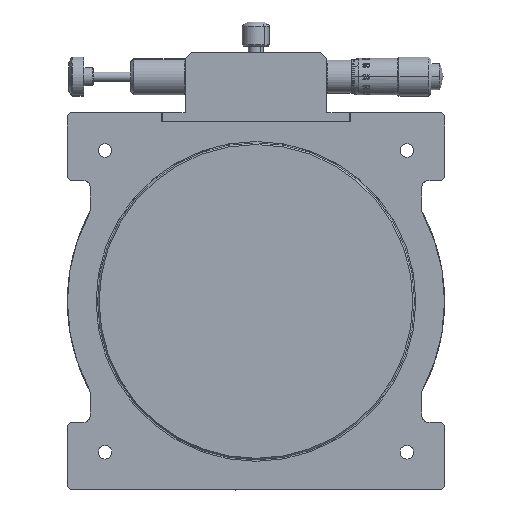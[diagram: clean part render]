
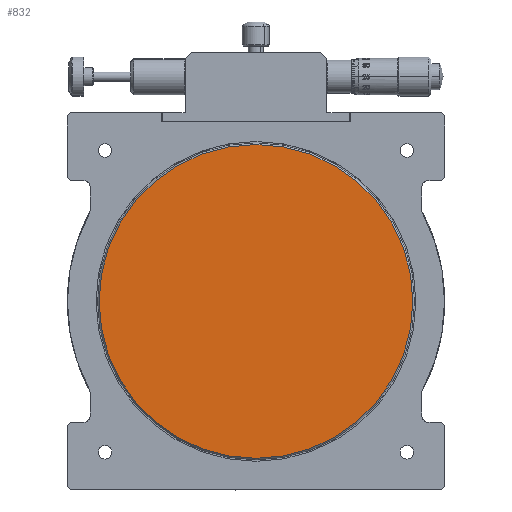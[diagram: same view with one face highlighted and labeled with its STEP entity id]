
A CAD part, front view. The second image highlights one B-rep face of the part: STEP entity #832.
In plain terms, the highlighted planar face has unit normal (0, -1, 0).
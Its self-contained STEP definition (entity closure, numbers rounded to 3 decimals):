
#832 = ADVANCED_FACE ( 'NONE', ( #120180 ), #91015, .T. ) ;
#15626 = CARTESIAN_POINT ( 'NONE',  ( -52., 0.3, 0. ) ) ;
#19554 = EDGE_CURVE ( 'NONE', #23168, #102266, #78081, .T. ) ;
#23168 = VERTEX_POINT ( 'NONE', #142575 ) ;
#31845 = DIRECTION ( 'NONE',  ( 0., -1., 0. ) ) ;
#45174 = AXIS2_PLACEMENT_3D ( 'NONE', #104815, #104684, #104556 ) ;
#45729 = ORIENTED_EDGE ( 'NONE', *, *, #111781, .T. ) ;
#50744 = ORIENTED_EDGE ( 'NONE', *, *, #19554, .T. ) ;
#78081 = CIRCLE ( 'NONE', #45174, 52. ) ;
#87032 = AXIS2_PLACEMENT_3D ( 'NONE', #101817, #31845, #113540 ) ;
#90493 = DIRECTION ( 'NONE',  ( -1., 0., 0. ) ) ;
#90658 = DIRECTION ( 'NONE',  ( 0., -1., 0. ) ) ;
#91015 = PLANE ( 'NONE',  #141149 ) ;
#91712 = CARTESIAN_POINT ( 'NONE',  ( -52.5, 0.3, 0. ) ) ;
#101817 = CARTESIAN_POINT ( 'NONE',  ( 0., 0.3, 0. ) ) ;
#102266 = VERTEX_POINT ( 'NONE', #15626 ) ;
#104556 = DIRECTION ( 'NONE',  ( -1., 0., 0. ) ) ;
#104684 = DIRECTION ( 'NONE',  ( 0., -1., 0. ) ) ;
#104815 = CARTESIAN_POINT ( 'NONE',  ( 0., 0.3, 0. ) ) ;
#111781 = EDGE_CURVE ( 'NONE', #102266, #23168, #129603, .T. ) ;
#113540 = DIRECTION ( 'NONE',  ( -1., 0., 0. ) ) ;
#120180 = FACE_OUTER_BOUND ( 'NONE', #131430, .T. ) ;
#129603 = CIRCLE ( 'NONE', #87032, 52. ) ;
#131430 = EDGE_LOOP ( 'NONE', ( #50744, #45729 ) ) ;
#141149 = AXIS2_PLACEMENT_3D ( 'NONE', #91712, #90658, #90493 ) ;
#142575 = CARTESIAN_POINT ( 'NONE',  ( 52., 0.3, 0. ) ) ;
